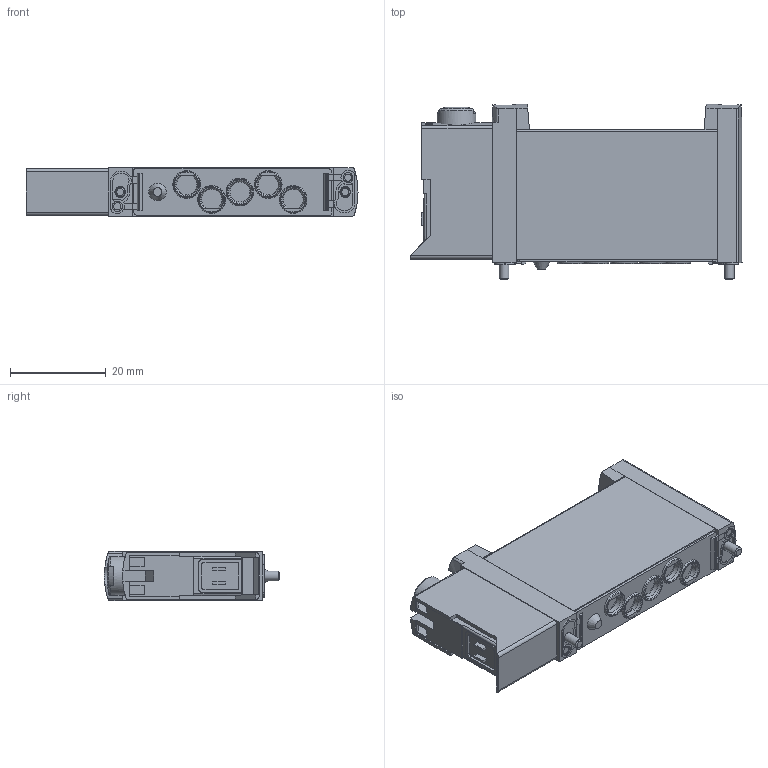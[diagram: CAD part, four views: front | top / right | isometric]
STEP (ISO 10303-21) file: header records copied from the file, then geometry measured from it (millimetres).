
FILE_DESCRIPTION(/* description */ ('STEP AP214'),/* implementation_level */ '2;1');
FILE_NAME(/* name */ '566490_VUVG-B10-M52-RZT-F-1P3',/* time_stamp */ '2024-09-17T11:40:23+02:00',/* author */ ('License CC BY-ND 4.0'),/* organization */ ('CADENAS'),/* preprocessor_version */ 'ST-DEVELOPER v19.3',/* originating_system */ 'PARTsolutions',/* authorisation */ ' ');
FILE_SCHEMA (('AUTOMOTIVE_DESIGN {1 0 10303 214 3 1 1}'));
Length unit declared in the file: millimetre
Products named in the file (4): 566490 VUVG-B10-M52-RZT-F-1P3; 564212 VUVG-B-10-M52-RZT-F--1P3--------(G); 8086666 M2X34-10.9-Z; 738315 VABD-L1-10B-S-M7---(DR)
Assembly tree (4 placements, depth 2):
  566490 VUVG-B10-M52-RZT-F-1P3
    564212 VUVG-B-10-M52-RZT-F--1P3--------(G)
    8086666 M2X34-10.9-Z  x2
    738315 VABD-L1-10B-S-M7---(DR)
Bounding box: 69.31 x 36.6 x 10.25 mm (x, y, z)
Volume: 19142.4 mm3; surface area: 8358.2 mm2
Topology: 4 solids, 4 shells, 432 faces, 1128 edges, 737 vertices
Faces by surface type: plane 275, cylinder 95, cone 34, torus 23, sphere 5
Full cylindrical faces by diameter (mm): 1.5 x2, 1.69 x2, 2 x2, 3.8 x1, 3.9 x1, 4.2 x1, 5.6 x10, 8.1 x1
Entity records: 12331 total; most frequent: CARTESIAN_POINT 2255, DIRECTION 2086, ORIENTED_EDGE 1984, EDGE_CURVE 992, AXIS2_PLACEMENT_3D 725, VERTEX_POINT 683, LINE 636, VECTOR 636
